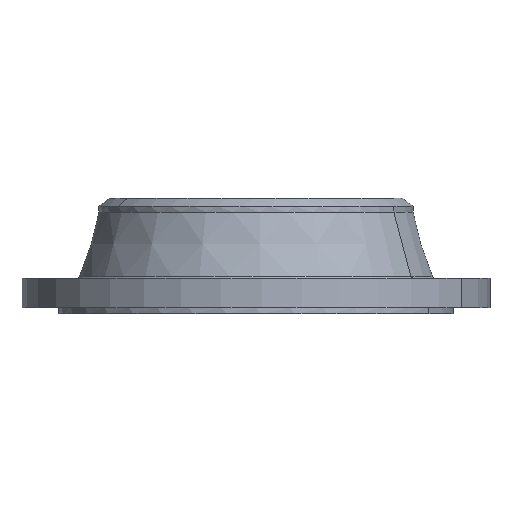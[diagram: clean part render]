
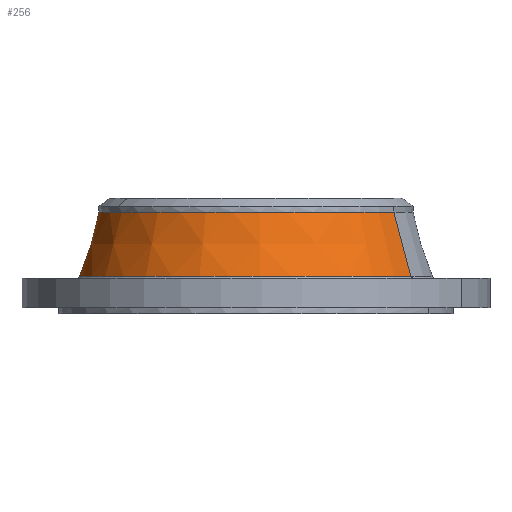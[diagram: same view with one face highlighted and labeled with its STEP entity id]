
A CAD part, left-side view. The second image highlights one B-rep face of the part: STEP entity #256.
In plain terms, the highlighted conical face has half-angle 16.852 degrees and reference radius 161.925 mm.
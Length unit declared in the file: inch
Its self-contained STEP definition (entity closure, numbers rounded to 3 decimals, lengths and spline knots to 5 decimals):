
#204=AXIS2_PLACEMENT_3D('Circle Axis2P3D',#202,#203,$) ;
#217=AXIS2_PLACEMENT_3D('Cone Axis2P3D',#214,#215,#216) ;
#247=AXIS2_PLACEMENT_3D('Circle Axis2P3D',#245,#246,$) ;
#175=CARTESIAN_POINT('Vertex',(3.43469,6.28717,1.27521)) ;
#182=CARTESIAN_POINT('Vertex',(-3.43469,-6.28717,1.27521)) ;
#202=CARTESIAN_POINT('Axis2P3D Location',(0.,0.,1.27521)) ;
#214=CARTESIAN_POINT('Axis2P3D Location',(0.,0.,3.88054)) ;
#219=CARTESIAN_POINT('Line Origine',(3.24552,5.94088,2.57787)) ;
#223=CARTESIAN_POINT('Vertex',(3.05634,5.59459,3.88054)) ;
#230=CARTESIAN_POINT('Vertex',(-3.05634,-5.59459,3.88054)) ;
#233=CARTESIAN_POINT('Line Origine',(-3.24552,-5.94088,2.57787)) ;
#245=CARTESIAN_POINT('Axis2P3D Location',(0.,0.,3.88054)) ;
#203=DIRECTION('Axis2P3D Direction',(0.,0.,-0.039)) ;
#215=DIRECTION('Axis2P3D Direction',(0.,0.,-0.039)) ;
#216=DIRECTION('Axis2P3D XDirection',(-0.019,-0.035,0.)) ;
#220=DIRECTION('Vector Direction',(0.005,0.01,-0.038)) ;
#234=DIRECTION('Vector Direction',(-0.005,-0.01,-0.038)) ;
#246=DIRECTION('Axis2P3D Direction',(0.,0.,-0.039)) ;
#221=VECTOR('Line Direction',#220,0.03937) ;
#235=VECTOR('Line Direction',#234,0.03937) ;
#251=ORIENTED_EDGE('',*,*,#206,.F.) ;
#252=ORIENTED_EDGE('',*,*,#237,.T.) ;
#253=ORIENTED_EDGE('',*,*,#249,.T.) ;
#254=ORIENTED_EDGE('',*,*,#225,.F.) ;
#256=ADVANCED_FACE('PartBody',(#255),#218,.T.) ;
#205=CIRCLE('generated circle',#204,7.16419) ;
#248=CIRCLE('generated circle',#247,6.375) ;
#218=CONICAL_SURFACE('Cone',#217,6.375,0.294) ;
#206=EDGE_CURVE('',#183,#176,#205,.T.) ;
#225=EDGE_CURVE('',#176,#224,#222,.F.) ;
#237=EDGE_CURVE('',#183,#231,#236,.F.) ;
#249=EDGE_CURVE('',#231,#224,#248,.T.) ;
#250=EDGE_LOOP('',(#251,#252,#253,#254)) ;
#255=FACE_OUTER_BOUND('',#250,.T.) ;
#222=LINE('Line',#219,#221) ;
#236=LINE('Line',#233,#235) ;
#176=VERTEX_POINT('',#175) ;
#183=VERTEX_POINT('',#182) ;
#224=VERTEX_POINT('',#223) ;
#231=VERTEX_POINT('',#230) ;
